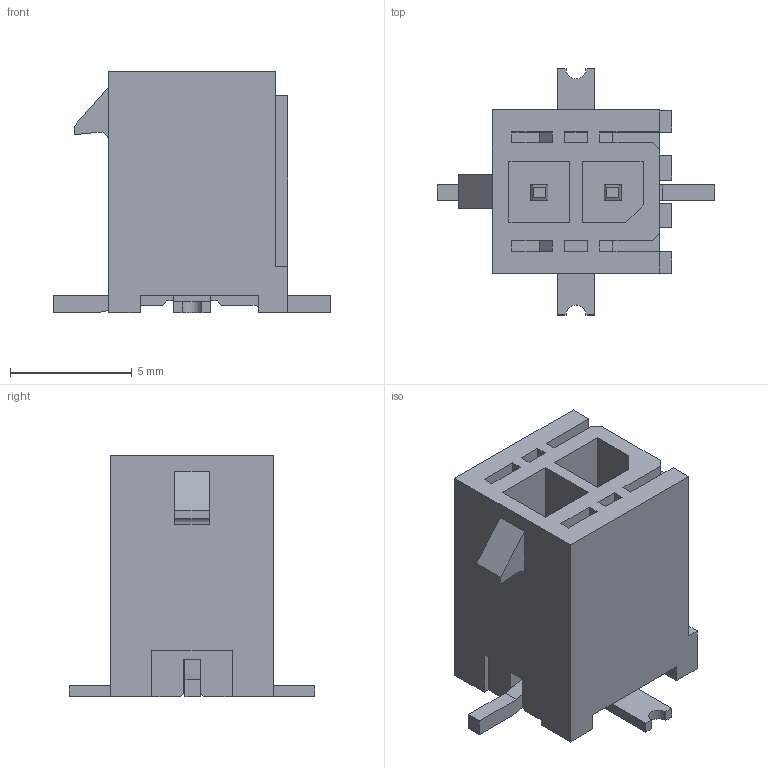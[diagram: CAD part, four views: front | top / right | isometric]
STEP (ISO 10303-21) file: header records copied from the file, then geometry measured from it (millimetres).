
FILE_DESCRIPTION(/* description */ ('Unknown'),/* implementation_level */ '2;1');
FILE_NAME(/* name */ '662002231824',/* time_stamp */ '2022-11-30T17:27:23+01:00',/* author */ ('Unknown'),/* organization */ ('Unknown'),/* preprocessor_version */ 'ST-DEVELOPER v18.102',/* originating_system */ 'Solid Edge',/* authorisation */ 'Unknown');
FILE_SCHEMA (('AUTOMOTIVE_DESIGN {1 0 10303 214 3 1 1}'));
Length unit declared in the file: millimetre
Products named in the file (4): 6620xx231824; 662002231822; 6620xx231822_MASS; 6620xx231824_PIN
Assembly tree (5 placements, depth 2):
  6620xx231824
    662002231822
    6620xx231822_MASS  x2
    6620xx231824_PIN  x2
Bounding box: 11.4 x 10.09 x 9.9 mm (x, y, z)
Volume: 337.4 mm3; surface area: 920 mm2
Topology: 5 solids, 5 shells, 231 faces, 662 edges, 436 vertices
Faces by surface type: plane 220, cylinder 11
Entity records: 5920 total; most frequent: CARTESIAN_POINT 1017, ORIENTED_EDGE 1010, DIRECTION 877, EDGE_CURVE 505, LINE 489, VECTOR 489, VERTEX_POINT 334, AXIS2_PLACEMENT_3D 194
